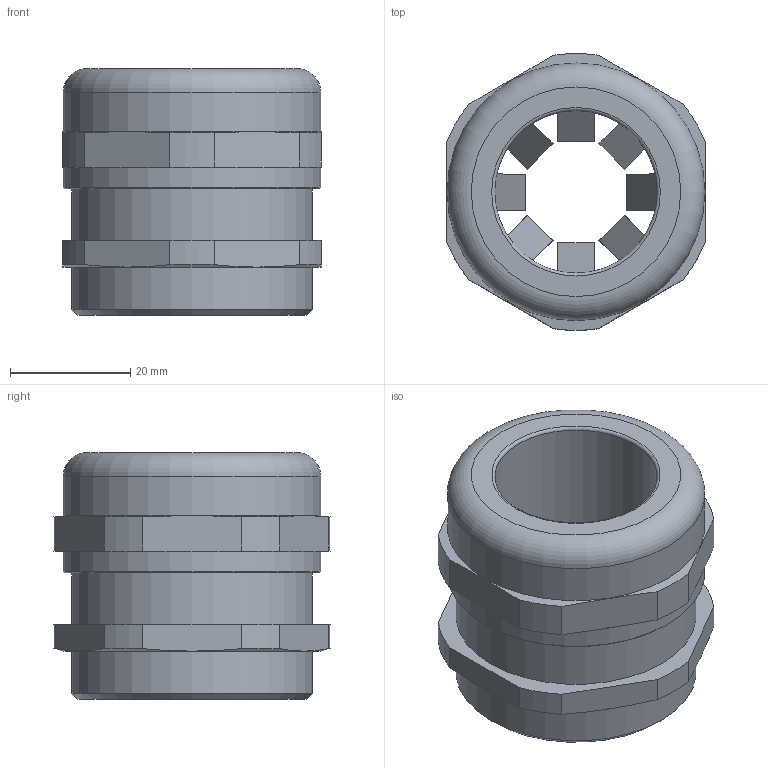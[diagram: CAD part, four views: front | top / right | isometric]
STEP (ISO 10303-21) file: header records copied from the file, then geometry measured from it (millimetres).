
FILE_DESCRIPTION(/* description */ ('STEP AP203'),/* implementation_level */ '2;1');
FILE_NAME(/* name */ '12102600_MEMV 40.stp',/* time_stamp */ '2016-01-04T11:50:48+01:00',/* author */ ('arempel'),/* organization */ (''),/* preprocessor_version */ 'ST-DEVELOPER v16.1',/* originating_system */ 'Autodesk Inventor 2016',/* authorisation */ '');
FILE_SCHEMA (('AUTOMOTIVE_DESIGN { 1 0 10303 214 3 1 1 }'));
Length unit declared in the file: millimetre
Products named in the file (1): MEMV 40_3Dsym
Bounding box: 43 x 45.93 x 41 mm (x, y, z)
Volume: 32074 mm3; surface area: 12925.5 mm2
Topology: 1 solids, 1 shells, 154 faces, 405 edges, 269 vertices
Faces by surface type: plane 112, cylinder 35, cone 5, torus 2
Full cylindrical faces by diameter (mm): 27 x1, 28.5 x1, 30.5 x1, 40 x2, 42.8 x2
Entity records: 4606 total; most frequent: CARTESIAN_POINT 839, ORIENTED_EDGE 770, DIRECTION 752, EDGE_CURVE 385, LINE 292, VECTOR 292, VERTEX_POINT 263, AXIS2_PLACEMENT_3D 230
